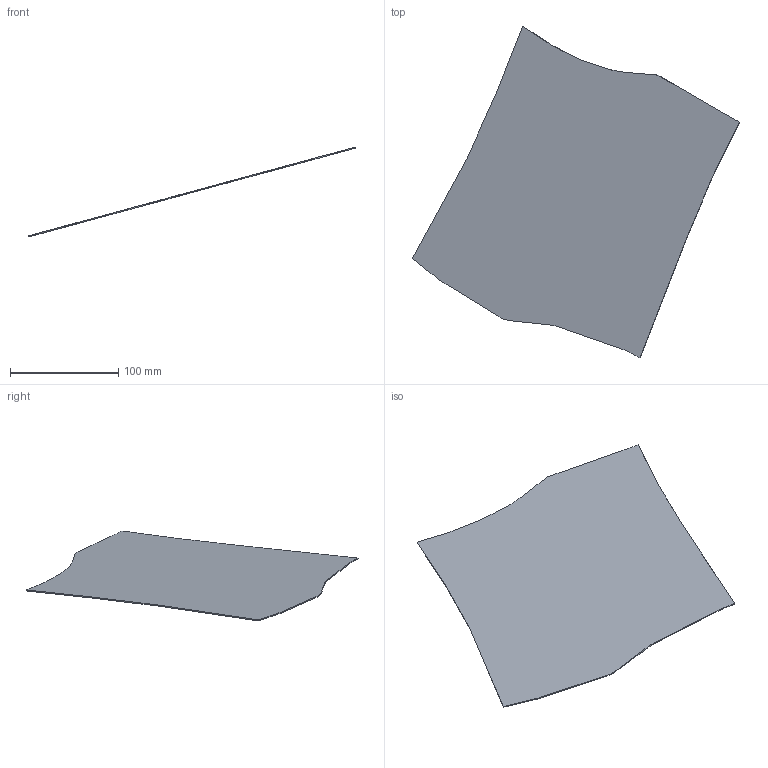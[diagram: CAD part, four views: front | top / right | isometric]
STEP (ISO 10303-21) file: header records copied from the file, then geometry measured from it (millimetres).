
FILE_DESCRIPTION(/* description */ ('Unknown'),/* implementation_level */ '2;1');
FILE_NAME(/* name */ 'F22_Kanal_vorne_eine_seite_Abwicklung-ST8_ASP',/* time_stamp */ '2016-01-13T12:21:34+01:00',/* author */ ('Unknown'),/* organization */ ('Unknown'),/* preprocessor_version */ 'ST-DEVELOPER v16',/* originating_system */ 'DEX',/* authorisation */ $);
FILE_SCHEMA (('AUTOMOTIVE_DESIGN {1 0 10303 214 3 1 1}'));
Length unit declared in the file: millimetre
Products named in the file (1): F22_Kanal_vorne_eine_seite
Bounding box: 302.22 x 306.45 x 83.01 mm (x, y, z)
Volume: 55180.9 mm3; surface area: 111311 mm2
Topology: 1 solids, 1 shells, 44 faces, 126 edges, 84 vertices
Faces by surface type: bspline 23, plane 20, cylinder 1
Entity records: 2648 total; most frequent: CARTESIAN_POINT 1622, ORIENTED_EDGE 252, EDGE_CURVE 126, DIRECTION 126, VERTEX_POINT 84, LINE 78, VECTOR 78, B_SPLINE_CURVE_WITH_KNOTS 46
